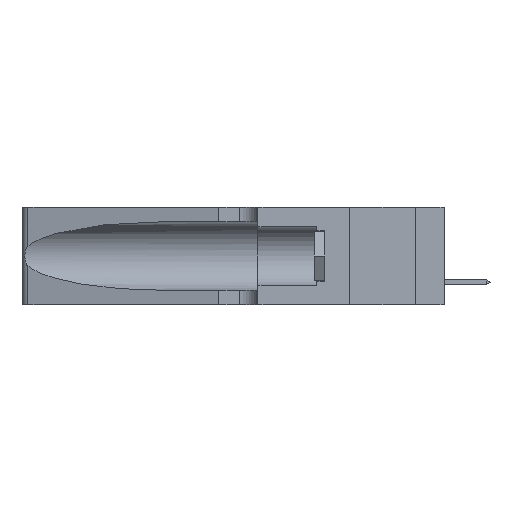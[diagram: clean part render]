
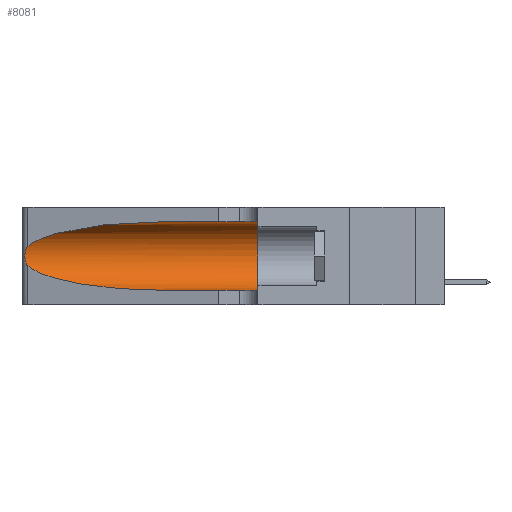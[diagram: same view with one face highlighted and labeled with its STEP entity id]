
A CAD part, left-side view. The second image highlights one B-rep face of the part: STEP entity #8081.
In plain terms, the highlighted cylindrical face has radius 3.308 mm (diameter 6.617 mm), a partial arc.
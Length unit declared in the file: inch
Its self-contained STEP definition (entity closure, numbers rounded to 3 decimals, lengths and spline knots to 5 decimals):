
#79 = DIRECTION ( 'NONE',  ( 0., -1., 0. ) ) ;
#251 = EDGE_CURVE ( 'NONE', #9445, #12714, #27751, .T. ) ;
#629 = CARTESIAN_POINT ( 'NONE',  ( 0.25854, 1.2359, 0.20912 ) ) ;
#903 = LINE ( 'NONE', #24855, #21445 ) ;
#1605 = AXIS2_PLACEMENT_3D ( 'NONE', #29971, #11241, #7139 ) ;
#1657 = CARTESIAN_POINT ( 'NONE',  ( 0.25856, 1.23593, 0.16098 ) ) ;
#1968 = CARTESIAN_POINT ( 'NONE',  ( 0.25789, 1.23486, 0.15765 ) ) ;
#2257 = CARTESIAN_POINT ( 'NONE',  ( 0.1305, 0.72297, 0.05475 ) ) ;
#2766 = CARTESIAN_POINT ( 'NONE',  ( 0.18966, 0.96281, 0.05475 ) ) ;
#2859 = CARTESIAN_POINT ( 'NONE',  ( 0.2373, 1.15595, 0.08982 ) ) ;
#3309 = VERTEX_POINT ( 'NONE', #24294 ) ;
#3819 = CARTESIAN_POINT ( 'NONE',  ( 0.25639, 1.23184, 0.21858 ) ) ;
#3931 =( BOUNDED_CURVE ( )  B_SPLINE_CURVE ( 3, ( #26194, #2859, #2766, #7702 ),
 .UNSPECIFIED., .F., .F. ) 
 B_SPLINE_CURVE_WITH_KNOTS ( ( 4, 4 ),
 ( 3.44316, 4.71239 ),
 .UNSPECIFIED. ) 
 CURVE ( )  GEOMETRIC_REPRESENTATION_ITEM ( )  RATIONAL_B_SPLINE_CURVE ( ( 1., 0.87, 0.87, 1. ) ) 
 REPRESENTATION_ITEM ( '' )  );
#3988 = EDGE_CURVE ( 'NONE', #20102, #9445, #3931, .T. ) ;
#4332 = CARTESIAN_POINT ( 'NONE',  ( 0.25555, 1.22993, 0.14849 ) ) ;
#5146 = CARTESIAN_POINT ( 'NONE',  ( 0.1305, 1.61858, 0.05475 ) ) ;
#5376 = CARTESIAN_POINT ( 'NONE',  ( 0.26075, 1.23896, 0.19203 ) ) ;
#5499 = CARTESIAN_POINT ( 'NONE',  ( 0.1305, 0.35, 0.31525 ) ) ;
#5923 = EDGE_CURVE ( 'NONE', #7684, #3309, #6165, .T. ) ;
#5950 = DIRECTION ( 'NONE',  ( 0., -1., 0. ) ) ;
#5954 = CYLINDRICAL_SURFACE ( 'NONE', #13472, 0.13025 ) ;
#6165 =( BOUNDED_CURVE ( )  B_SPLINE_CURVE ( 3, ( #23800, #12095, #27149, #13454 ),
 .UNSPECIFIED., .F., .T. ) 
 B_SPLINE_CURVE_WITH_KNOTS ( ( 4, 4 ),
 ( 1.5708, 2.84003 ),
 .UNSPECIFIED. ) 
 CURVE ( )  GEOMETRIC_REPRESENTATION_ITEM ( )  RATIONAL_B_SPLINE_CURVE ( ( 1., 0.87, 0.87, 1. ) ) 
 REPRESENTATION_ITEM ( '' )  );
#6184 = CARTESIAN_POINT ( 'NONE',  ( 0.25787, 1.23484, 0.2124 ) ) ;
#6313 = CIRCLE ( 'NONE', #1605, 0.13025 ) ;
#7139 = DIRECTION ( 'NONE',  ( 0., 0., 1. ) ) ;
#7684 = VERTEX_POINT ( 'NONE', #21285 ) ;
#7702 = CARTESIAN_POINT ( 'NONE',  ( 0.1305, 0.72297, 0.05475 ) ) ;
#7725 = CARTESIAN_POINT ( 'NONE',  ( 0.26075, 1.23896, 0.178 ) ) ;
#8081 = ADVANCED_FACE ( 'NONE', ( #25021 ), #5954, .F. ) ;
#8340 = ORIENTED_EDGE ( 'NONE', *, *, #28619, .F. ) ;
#8747 = ORIENTED_EDGE ( 'NONE', *, *, #5923, .T. ) ;
#9215 = CARTESIAN_POINT ( 'NONE',  ( 0.1305, 1.61858, 0.185 ) ) ;
#9445 = VERTEX_POINT ( 'NONE', #2257 ) ;
#9853 = DIRECTION ( 'NONE',  ( 0., -1., 0. ) ) ;
#10294 = CARTESIAN_POINT ( 'NONE',  ( 0.25487, 1.22718, 0.14631 ) ) ;
#11119 = ORIENTED_EDGE ( 'NONE', *, *, #17362, .F. ) ;
#11241 = DIRECTION ( 'NONE',  ( 0., 1., 0. ) ) ;
#12095 = CARTESIAN_POINT ( 'NONE',  ( 0.18966, 0.96281, 0.31525 ) ) ;
#12386 = ORIENTED_EDGE ( 'NONE', *, *, #3988, .T. ) ;
#12714 = VERTEX_POINT ( 'NONE', #27217 ) ;
#12765 = EDGE_CURVE ( 'NONE', #3309, #20102, #24756, .T. ) ;
#13454 = CARTESIAN_POINT ( 'NONE',  ( 0.25487, 1.22718, 0.22369 ) ) ;
#13472 = AXIS2_PLACEMENT_3D ( 'NONE', #9215, #79, #16595 ) ;
#16595 = DIRECTION ( 'NONE',  ( 0., 0., -1. ) ) ;
#16633 = EDGE_LOOP ( 'NONE', ( #8747, #25358, #12386, #20668, #8340, #11119 ) ) ;
#17062 = CARTESIAN_POINT ( 'NONE',  ( 0.26018, 1.23835, 0.19895 ) ) ;
#17362 = EDGE_CURVE ( 'NONE', #7684, #26544, #903, .T. ) ;
#17868 = CARTESIAN_POINT ( 'NONE',  ( 0.25555, 1.22994, 0.2215 ) ) ;
#20102 = VERTEX_POINT ( 'NONE', #10294 ) ;
#20668 = ORIENTED_EDGE ( 'NONE', *, *, #251, .T. ) ;
#21285 = CARTESIAN_POINT ( 'NONE',  ( 0.1305, 0.72297, 0.31525 ) ) ;
#21445 = VECTOR ( 'NONE', #5950, 39.37008 ) ;
#21519 = VECTOR ( 'NONE', #9853, 39.37008 ) ;
#23800 = CARTESIAN_POINT ( 'NONE',  ( 0.1305, 0.72297, 0.31525 ) ) ;
#24294 = CARTESIAN_POINT ( 'NONE',  ( 0.25487, 1.22718, 0.22369 ) ) ;
#24756 = B_SPLINE_CURVE_WITH_KNOTS ( 'NONE', 3,
 ( #25703, #17868, #3819, #6184, #629, #17062, #5376, #7725, #27666, #1657, #1968, #29828, #4332, #27566 ),
 .UNSPECIFIED., .F., .F.,
 ( 4, 2, 2, 2, 2, 2, 4 ),
 ( 0., 0.00027, 0.00053, 0.00107, 0.0016, 0.00187, 0.00214 ),
 .UNSPECIFIED. ) ;
#24855 = CARTESIAN_POINT ( 'NONE',  ( 0.1305, 1.61858, 0.31525 ) ) ;
#25021 = FACE_OUTER_BOUND ( 'NONE', #16633, .T. ) ;
#25358 = ORIENTED_EDGE ( 'NONE', *, *, #12765, .T. ) ;
#25703 = CARTESIAN_POINT ( 'NONE',  ( 0.25487, 1.22718, 0.22369 ) ) ;
#26194 = CARTESIAN_POINT ( 'NONE',  ( 0.25487, 1.22718, 0.14631 ) ) ;
#26544 = VERTEX_POINT ( 'NONE', #5499 ) ;
#27149 = CARTESIAN_POINT ( 'NONE',  ( 0.2373, 1.15595, 0.28018 ) ) ;
#27217 = CARTESIAN_POINT ( 'NONE',  ( 0.1305, 0.35, 0.05475 ) ) ;
#27566 = CARTESIAN_POINT ( 'NONE',  ( 0.25487, 1.22718, 0.14631 ) ) ;
#27666 = CARTESIAN_POINT ( 'NONE',  ( 0.26017, 1.23833, 0.17102 ) ) ;
#27751 = LINE ( 'NONE', #5146, #21519 ) ;
#28619 = EDGE_CURVE ( 'NONE', #26544, #12714, #6313, .T. ) ;
#29828 = CARTESIAN_POINT ( 'NONE',  ( 0.25639, 1.23186, 0.15144 ) ) ;
#29971 = CARTESIAN_POINT ( 'NONE',  ( 0.1305, 0.35, 0.185 ) ) ;
